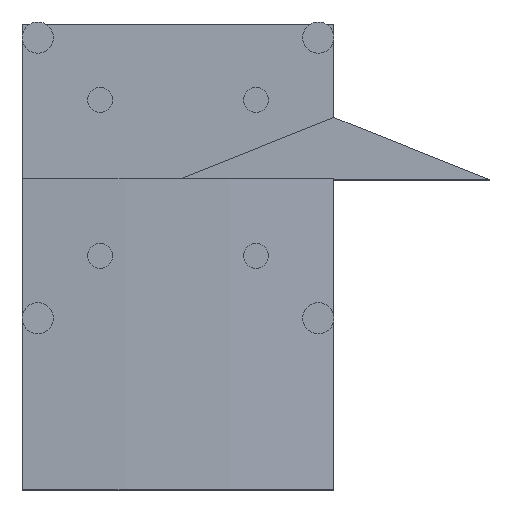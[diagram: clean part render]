
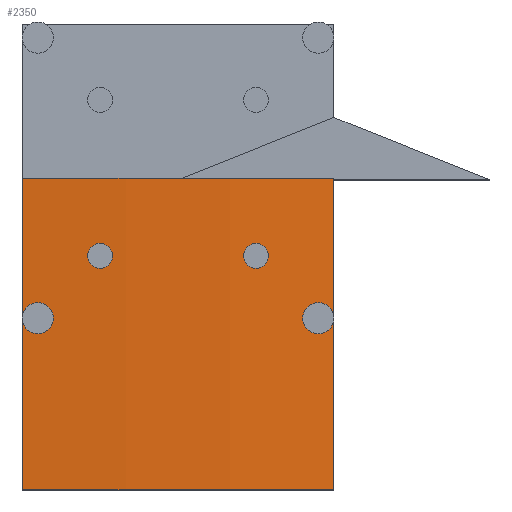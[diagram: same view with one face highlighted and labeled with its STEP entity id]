
A CAD part, top view. The second image highlights one B-rep face of the part: STEP entity #2350.
In plain terms, the highlighted cylindrical face has radius 3130 mm (diameter 6260 mm), a partial arc.
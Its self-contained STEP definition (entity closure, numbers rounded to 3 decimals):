
#2350 = ADVANCED_FACE('',(#2351),#2365,.T.);
#2351 = FACE_BOUND('',#2352,.T.);
#2352 = EDGE_LOOP('',(#2353,#2388,#2417,#2445));
#2353 = ORIENTED_EDGE('',*,*,#2354,.T.);
#2354 = EDGE_CURVE('',#2355,#2357,#2359,.T.);
#2355 = VERTEX_POINT('',#2356);
#2356 = CARTESIAN_POINT('',(-250.,0.,4050.));
#2357 = VERTEX_POINT('',#2358);
#2358 = CARTESIAN_POINT('',(-250.,-500.,4050.));
#2359 = SURFACE_CURVE('',#2360,(#2364,#2376),.PCURVE_S1.);
#2360 = LINE('',#2361,#2362);
#2361 = CARTESIAN_POINT('',(-250.,0.,4050.));
#2362 = VECTOR('',#2363,1.);
#2363 = DIRECTION('',(0.,-1.,0.));
#2364 = PCURVE('',#2365,#2370);
#2365 = CYLINDRICAL_SURFACE('',#2366,3130.);
#2366 = AXIS2_PLACEMENT_3D('',#2367,#2368,#2369);
#2367 = CARTESIAN_POINT('',(0.,0.,930.));
#2368 = DIRECTION('',(-0.,1.,0.));
#2369 = DIRECTION('',(-0.08,-0.,0.997));
#2370 = DEFINITIONAL_REPRESENTATION('',(#2371),#2375);
#2371 = LINE('',#2372,#2373);
#2372 = CARTESIAN_POINT('',(0.,0.));
#2373 = VECTOR('',#2374,1.);
#2374 = DIRECTION('',(0.,-1.));
#2375 = ( GEOMETRIC_REPRESENTATION_CONTEXT(2) 
PARAMETRIC_REPRESENTATION_CONTEXT() REPRESENTATION_CONTEXT('2D SPACE',''
  ) );
#2376 = PCURVE('',#2377,#2382);
#2377 = PLANE('',#2378);
#2378 = AXIS2_PLACEMENT_3D('',#2379,#2380,#2381);
#2379 = CARTESIAN_POINT('',(-250.,0.,4000.));
#2380 = DIRECTION('',(-1.,0.,0.));
#2381 = DIRECTION('',(0.,0.,1.));
#2382 = DEFINITIONAL_REPRESENTATION('',(#2383),#2387);
#2383 = LINE('',#2384,#2385);
#2384 = CARTESIAN_POINT('',(50.,0.));
#2385 = VECTOR('',#2386,1.);
#2386 = DIRECTION('',(0.,-1.));
#2387 = ( GEOMETRIC_REPRESENTATION_CONTEXT(2) 
PARAMETRIC_REPRESENTATION_CONTEXT() REPRESENTATION_CONTEXT('2D SPACE',''
  ) );
#2388 = ORIENTED_EDGE('',*,*,#2389,.T.);
#2389 = EDGE_CURVE('',#2357,#2390,#2392,.T.);
#2390 = VERTEX_POINT('',#2391);
#2391 = CARTESIAN_POINT('',(250.,-500.,4050.));
#2392 = SURFACE_CURVE('',#2393,(#2398,#2405),.PCURVE_S1.);
#2393 = CIRCLE('',#2394,3130.);
#2394 = AXIS2_PLACEMENT_3D('',#2395,#2396,#2397);
#2395 = CARTESIAN_POINT('',(0.,-500.,930.));
#2396 = DIRECTION('',(-0.,1.,0.));
#2397 = DIRECTION('',(-0.08,-0.,0.997));
#2398 = PCURVE('',#2365,#2399);
#2399 = DEFINITIONAL_REPRESENTATION('',(#2400),#2404);
#2400 = LINE('',#2401,#2402);
#2401 = CARTESIAN_POINT('',(0.,-500.));
#2402 = VECTOR('',#2403,1.);
#2403 = DIRECTION('',(1.,0.));
#2404 = ( GEOMETRIC_REPRESENTATION_CONTEXT(2) 
PARAMETRIC_REPRESENTATION_CONTEXT() REPRESENTATION_CONTEXT('2D SPACE',''
  ) );
#2405 = PCURVE('',#2406,#2411);
#2406 = PLANE('',#2407);
#2407 = AXIS2_PLACEMENT_3D('',#2408,#2409,#2410);
#2408 = CARTESIAN_POINT('',(0.,-500.,4027.706)
  );
#2409 = DIRECTION('',(0.,1.,0.));
#2410 = DIRECTION('',(0.,-0.,1.));
#2411 = DEFINITIONAL_REPRESENTATION('',(#2412),#2416);
#2412 = CIRCLE('',#2413,3130.);
#2413 = AXIS2_PLACEMENT_2D('',#2414,#2415);
#2414 = CARTESIAN_POINT('',(-3097.706,0.));
#2415 = DIRECTION('',(0.997,-0.08));
#2416 = ( GEOMETRIC_REPRESENTATION_CONTEXT(2) 
PARAMETRIC_REPRESENTATION_CONTEXT() REPRESENTATION_CONTEXT('2D SPACE',''
  ) );
#2417 = ORIENTED_EDGE('',*,*,#2418,.F.);
#2418 = EDGE_CURVE('',#2419,#2390,#2421,.T.);
#2419 = VERTEX_POINT('',#2420);
#2420 = CARTESIAN_POINT('',(250.,0.,4050.));
#2421 = SURFACE_CURVE('',#2422,(#2426,#2433),.PCURVE_S1.);
#2422 = LINE('',#2423,#2424);
#2423 = CARTESIAN_POINT('',(250.,0.,4050.));
#2424 = VECTOR('',#2425,1.);
#2425 = DIRECTION('',(0.,-1.,0.));
#2426 = PCURVE('',#2365,#2427);
#2427 = DEFINITIONAL_REPRESENTATION('',(#2428),#2432);
#2428 = LINE('',#2429,#2430);
#2429 = CARTESIAN_POINT('',(0.16,0.));
#2430 = VECTOR('',#2431,1.);
#2431 = DIRECTION('',(0.,-1.));
#2432 = ( GEOMETRIC_REPRESENTATION_CONTEXT(2) 
PARAMETRIC_REPRESENTATION_CONTEXT() REPRESENTATION_CONTEXT('2D SPACE',''
  ) );
#2433 = PCURVE('',#2434,#2439);
#2434 = PLANE('',#2435);
#2435 = AXIS2_PLACEMENT_3D('',#2436,#2437,#2438);
#2436 = CARTESIAN_POINT('',(250.,0.,4050.));
#2437 = DIRECTION('',(1.,0.,0.));
#2438 = DIRECTION('',(0.,0.,-1.));
#2439 = DEFINITIONAL_REPRESENTATION('',(#2440),#2444);
#2440 = LINE('',#2441,#2442);
#2441 = CARTESIAN_POINT('',(0.,0.));
#2442 = VECTOR('',#2443,1.);
#2443 = DIRECTION('',(-0.,-1.));
#2444 = ( GEOMETRIC_REPRESENTATION_CONTEXT(2) 
PARAMETRIC_REPRESENTATION_CONTEXT() REPRESENTATION_CONTEXT('2D SPACE',''
  ) );
#2445 = ORIENTED_EDGE('',*,*,#2446,.F.);
#2446 = EDGE_CURVE('',#2355,#2419,#2447,.T.);
#2447 = SURFACE_CURVE('',#2448,(#2453,#2460),.PCURVE_S1.);
#2448 = CIRCLE('',#2449,3130.);
#2449 = AXIS2_PLACEMENT_3D('',#2450,#2451,#2452);
#2450 = CARTESIAN_POINT('',(0.,0.,930.));
#2451 = DIRECTION('',(-0.,1.,0.));
#2452 = DIRECTION('',(-0.08,-0.,0.997));
#2453 = PCURVE('',#2365,#2454);
#2454 = DEFINITIONAL_REPRESENTATION('',(#2455),#2459);
#2455 = LINE('',#2456,#2457);
#2456 = CARTESIAN_POINT('',(0.,0.));
#2457 = VECTOR('',#2458,1.);
#2458 = DIRECTION('',(1.,0.));
#2459 = ( GEOMETRIC_REPRESENTATION_CONTEXT(2) 
PARAMETRIC_REPRESENTATION_CONTEXT() REPRESENTATION_CONTEXT('2D SPACE',''
  ) );
#2460 = PCURVE('',#2461,#2466);
#2461 = PLANE('',#2462);
#2462 = AXIS2_PLACEMENT_3D('',#2463,#2464,#2465);
#2463 = CARTESIAN_POINT('',(0.,0.,4027.706));
#2464 = DIRECTION('',(0.,1.,0.));
#2465 = DIRECTION('',(0.,-0.,1.));
#2466 = DEFINITIONAL_REPRESENTATION('',(#2467),#2471);
#2467 = CIRCLE('',#2468,3130.);
#2468 = AXIS2_PLACEMENT_2D('',#2469,#2470);
#2469 = CARTESIAN_POINT('',(-3097.706,0.));
#2470 = DIRECTION('',(0.997,-0.08));
#2471 = ( GEOMETRIC_REPRESENTATION_CONTEXT(2) 
PARAMETRIC_REPRESENTATION_CONTEXT() REPRESENTATION_CONTEXT('2D SPACE',''
  ) );
